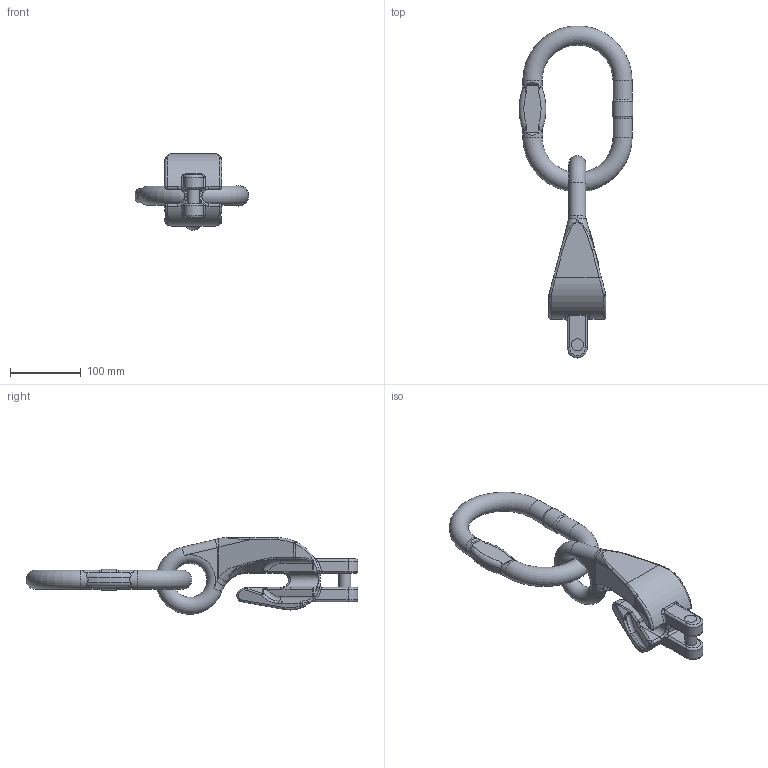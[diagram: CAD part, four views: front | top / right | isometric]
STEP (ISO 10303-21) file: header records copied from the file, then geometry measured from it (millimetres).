
FILE_DESCRIPTION(/* description */ (''),/* implementation_level */ '2;1');
FILE_NAME(/* name */ 'pewag_VXKW_1-16',/* time_stamp */ '2010-03-02T14:29:51+01:00',/* author */ (''),/* organization */ (''),/* preprocessor_version */ 'ST-DEVELOPER v9',/* originating_system */ 'UGS - NX 4.0',/* authorisation */ '');
FILE_SCHEMA (('AUTOMOTIVE_DESIGN { 1 0 10303 214 1 1 1 1 }'));
Length unit declared in the file: millimetre
Products named in the file (1): rit707Bn5di
Bounding box: 160.35 x 467.74 x 107.94 mm (x, y, z)
Volume: 990344.1 mm3; surface area: 128382.5 mm2
Topology: 3 solids, 3 shells, 495 faces, 1235 edges, 736 vertices
Faces by surface type: plane 135, bspline 108, cylinder 96, extrusion 96, torus 32, sphere 22, cone 6
Full cylindrical faces by diameter (mm): 17 x3, 27 x4, 29.025 x1
Entity records: 17810 total; most frequent: CARTESIAN_POINT 7189, ORIENTED_EDGE 2388, DIRECTION 1857, EDGE_CURVE 1194, VERTEX_POINT 730, AXIS2_PLACEMENT_3D 676, EDGE_LOOP 526, VECTOR 505
